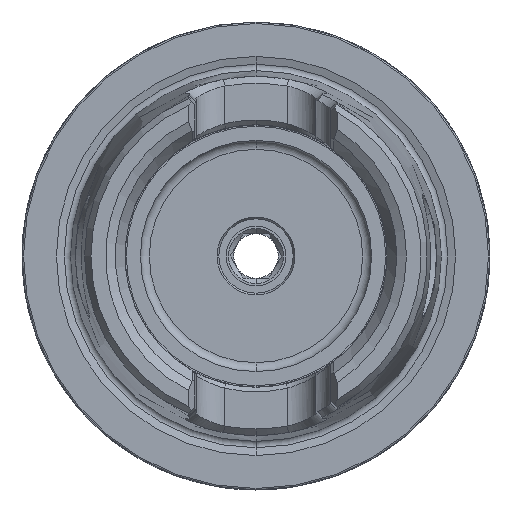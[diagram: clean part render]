
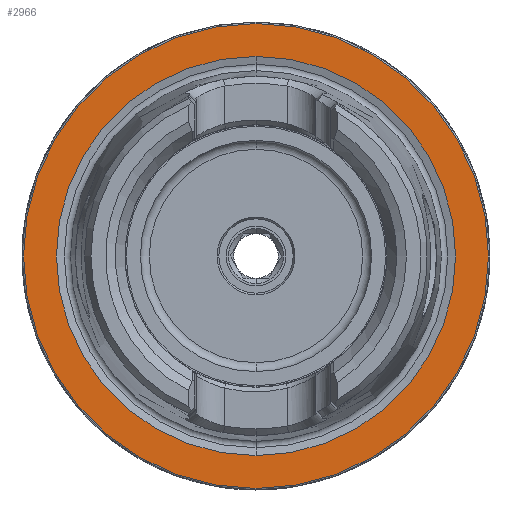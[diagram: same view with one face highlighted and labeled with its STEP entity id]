
A CAD part, left-side view. The second image highlights one B-rep face of the part: STEP entity #2966.
In plain terms, the highlighted planar face has unit normal (-1, 0, 0).
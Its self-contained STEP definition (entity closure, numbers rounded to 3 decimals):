
#519 = DIRECTION ( 'NONE',  ( 1., 0., 0. ) ) ;
#943 = DIRECTION ( 'NONE',  ( -1., 0., 0. ) ) ;
#1364 = ORIENTED_EDGE ( 'NONE', *, *, #9361, .F. ) ;
#1471 = CARTESIAN_POINT ( 'NONE',  ( 0., 0., 0. ) ) ;
#1626 = ORIENTED_EDGE ( 'NONE', *, *, #2003, .T. ) ;
#1792 = CARTESIAN_POINT ( 'NONE',  ( 0., 0., 0. ) ) ;
#1864 = CIRCLE ( 'NONE', #11987, 31.275 ) ;
#2003 = EDGE_CURVE ( 'NONE', #6812, #5678, #5672, .T. ) ;
#2057 = CARTESIAN_POINT ( 'NONE',  ( 0., 0., 31.275 ) ) ;
#2081 = CARTESIAN_POINT ( 'NONE',  ( 0., 0., -26.85 ) ) ;
#2128 = FACE_BOUND ( 'NONE', #7305, .T. ) ;
#2290 = EDGE_LOOP ( 'NONE', ( #1626, #10285 ) ) ;
#2458 = DIRECTION ( 'NONE',  ( 0., 0., 1. ) ) ;
#2702 = CIRCLE ( 'NONE', #6125, 26.85 ) ;
#2786 = DIRECTION ( 'NONE',  ( 0., 0., 1. ) ) ;
#2789 = CARTESIAN_POINT ( 'NONE',  ( 0., 0., -31.275 ) ) ;
#2966 = ADVANCED_FACE ( 'NONE', ( #2128, #7297 ), #3422, .F. ) ;
#3422 = PLANE ( 'NONE',  #6619 ) ;
#3516 = CARTESIAN_POINT ( 'NONE',  ( 0., 0., 26.85 ) ) ;
#3817 = EDGE_CURVE ( 'NONE', #5678, #6812, #1864, .T. ) ;
#4166 = ORIENTED_EDGE ( 'NONE', *, *, #8746, .F. ) ;
#4618 = CARTESIAN_POINT ( 'NONE',  ( 0., 0., 0. ) ) ;
#5615 = DIRECTION ( 'NONE',  ( 0., 0., 1. ) ) ;
#5672 = CIRCLE ( 'NONE', #9965, 31.275 ) ;
#5678 = VERTEX_POINT ( 'NONE', #2789 ) ;
#6125 = AXIS2_PLACEMENT_3D ( 'NONE', #1792, #8576, #2786 ) ;
#6619 = AXIS2_PLACEMENT_3D ( 'NONE', #12164, #519, #7329 ) ;
#6793 = CARTESIAN_POINT ( 'NONE',  ( 0., 0., 0. ) ) ;
#6812 = VERTEX_POINT ( 'NONE', #2057 ) ;
#7297 = FACE_OUTER_BOUND ( 'NONE', #2290, .T. ) ;
#7305 = EDGE_LOOP ( 'NONE', ( #4166, #1364 ) ) ;
#7329 = DIRECTION ( 'NONE',  ( 0., 0., -1. ) ) ;
#7550 = CIRCLE ( 'NONE', #12448, 26.85 ) ;
#7760 = DIRECTION ( 'NONE',  ( 0., 0., 1. ) ) ;
#8261 = DIRECTION ( 'NONE',  ( -1., 0., 0. ) ) ;
#8513 = VERTEX_POINT ( 'NONE', #3516 ) ;
#8576 = DIRECTION ( 'NONE',  ( -1., 0., 0. ) ) ;
#8746 = EDGE_CURVE ( 'NONE', #8513, #12466, #7550, .T. ) ;
#9361 = EDGE_CURVE ( 'NONE', #12466, #8513, #2702, .T. ) ;
#9965 = AXIS2_PLACEMENT_3D ( 'NONE', #4618, #11412, #5615 ) ;
#10285 = ORIENTED_EDGE ( 'NONE', *, *, #3817, .T. ) ;
#11412 = DIRECTION ( 'NONE',  ( -1., 0., 0. ) ) ;
#11987 = AXIS2_PLACEMENT_3D ( 'NONE', #6793, #943, #7760 ) ;
#12164 = CARTESIAN_POINT ( 'NONE',  ( 0., 31.275, 0. ) ) ;
#12448 = AXIS2_PLACEMENT_3D ( 'NONE', #1471, #8261, #2458 ) ;
#12466 = VERTEX_POINT ( 'NONE', #2081 ) ;
